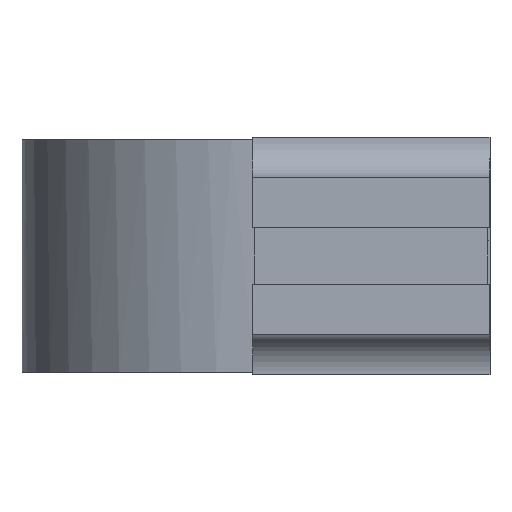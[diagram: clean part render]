
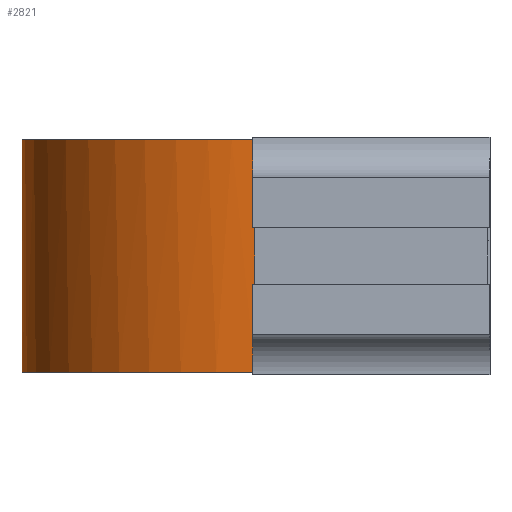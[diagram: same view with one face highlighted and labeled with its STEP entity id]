
A CAD part, left-side view. The second image highlights one B-rep face of the part: STEP entity #2821.
In plain terms, the highlighted free-form (B-spline) face has degree [2, 1] with [3, 2] control points.
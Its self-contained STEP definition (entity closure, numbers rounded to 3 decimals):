
#2743 = EDGE_CURVE('',#2744,#2746,#2748,.T.);
#2744 = VERTEX_POINT('',#2745);
#2745 = CARTESIAN_POINT('',(-1.,0.005,0.01));
#2746 = VERTEX_POINT('',#2747);
#2747 = CARTESIAN_POINT('',(0.,1.005,0.01));
#2748 = ( BOUNDED_CURVE() B_SPLINE_CURVE(2,(#2749,#2750,#2751),
.UNSPECIFIED.,.F.,.F.) B_SPLINE_CURVE_WITH_KNOTS((3,3),(1.571,
3.142),.PIECEWISE_BEZIER_KNOTS.) CURVE() 
GEOMETRIC_REPRESENTATION_ITEM() RATIONAL_B_SPLINE_CURVE((1.,
0.707,1.)) REPRESENTATION_ITEM('') );
#2749 = CARTESIAN_POINT('',(-1.,0.005,0.01));
#2750 = CARTESIAN_POINT('',(-1.,1.005,0.01));
#2751 = CARTESIAN_POINT('',(0.,1.005,0.01));
#2775 = VERTEX_POINT('',#2776);
#2776 = CARTESIAN_POINT('',(-1.,0.005,1.01));
#2784 = VERTEX_POINT('',#2785);
#2785 = CARTESIAN_POINT('',(0.,1.005,1.01));
#2791 = EDGE_CURVE('',#2784,#2775,#2792,.T.);
#2792 = ( BOUNDED_CURVE() B_SPLINE_CURVE(2,(#2793,#2794,#2795),
.UNSPECIFIED.,.F.,.F.) B_SPLINE_CURVE_WITH_KNOTS((3,3),(0.,
1.571),.PIECEWISE_BEZIER_KNOTS.) CURVE() 
GEOMETRIC_REPRESENTATION_ITEM() RATIONAL_B_SPLINE_CURVE((1.,
0.707,1.)) REPRESENTATION_ITEM('') );
#2793 = CARTESIAN_POINT('',(0.,1.005,1.01));
#2794 = CARTESIAN_POINT('',(-1.,1.005,1.01));
#2795 = CARTESIAN_POINT('',(-1.,0.005,1.01));
#2811 = EDGE_CURVE('',#2744,#2775,#2812,.T.);
#2812 = B_SPLINE_CURVE_WITH_KNOTS('',1,(#2813,#2814),.UNSPECIFIED.,.F.,
  .F.,(2,2),(-1.,0.),.PIECEWISE_BEZIER_KNOTS.);
#2813 = CARTESIAN_POINT('',(-1.,0.005,0.01));
#2814 = CARTESIAN_POINT('',(-1.,0.005,1.01));
#2821 = ADVANCED_FACE('',(#2822),#2832,.T.);
#2822 = FACE_BOUND('',#2823,.T.);
#2823 = EDGE_LOOP('',(#2824,#2825,#2826,#2831));
#2824 = ORIENTED_EDGE('',*,*,#2811,.T.);
#2825 = ORIENTED_EDGE('',*,*,#2791,.F.);
#2826 = ORIENTED_EDGE('',*,*,#2827,.F.);
#2827 = EDGE_CURVE('',#2746,#2784,#2828,.T.);
#2828 = B_SPLINE_CURVE_WITH_KNOTS('',1,(#2829,#2830),.UNSPECIFIED.,.F.,
  .F.,(2,2),(-0.5,0.5),.PIECEWISE_BEZIER_KNOTS.);
#2829 = CARTESIAN_POINT('',(0.,1.005,0.01));
#2830 = CARTESIAN_POINT('',(0.,1.005,1.01));
#2831 = ORIENTED_EDGE('',*,*,#2743,.F.);
#2832 = ( BOUNDED_SURFACE() B_SPLINE_SURFACE(2,1,(
    (#2833,#2834)
    ,(#2835,#2836)
    ,(#2837,#2838
)),.UNSPECIFIED.,.F.,.F.,.F.) B_SPLINE_SURFACE_WITH_KNOTS((3,3),(2,2),(
    1.571,3.142),(-0.5,0.5),.PIECEWISE_BEZIER_KNOTS.) 
GEOMETRIC_REPRESENTATION_ITEM() RATIONAL_B_SPLINE_SURFACE((
    (1.,1.)
    ,(0.707,0.707)
,(1.,1.))) REPRESENTATION_ITEM('') SURFACE() );
#2833 = CARTESIAN_POINT('',(0.,1.005,0.01));
#2834 = CARTESIAN_POINT('',(0.,1.005,1.01));
#2835 = CARTESIAN_POINT('',(-1.,1.005,0.01));
#2836 = CARTESIAN_POINT('',(-1.,1.005,1.01));
#2837 = CARTESIAN_POINT('',(-1.,0.005,0.01));
#2838 = CARTESIAN_POINT('',(-1.,0.005,1.01));
